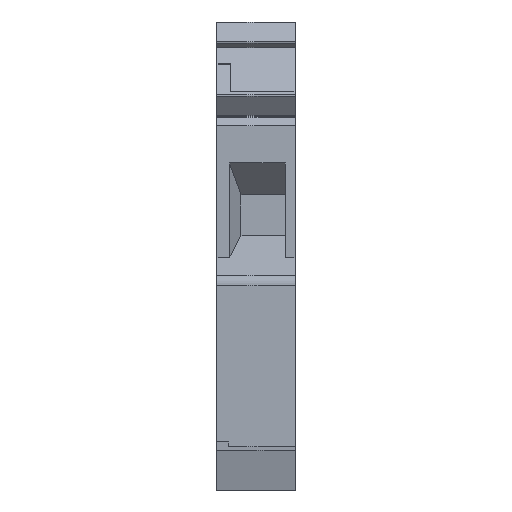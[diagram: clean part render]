
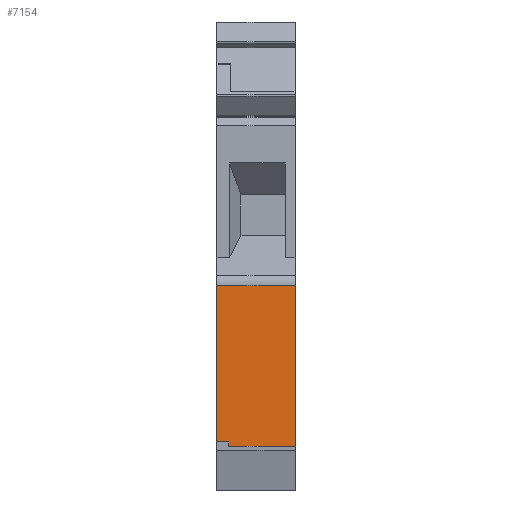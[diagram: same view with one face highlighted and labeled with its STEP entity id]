
A CAD part, left-side view. The second image highlights one B-rep face of the part: STEP entity #7154.
In plain terms, the highlighted planar face has unit normal (-1, 0, 0).
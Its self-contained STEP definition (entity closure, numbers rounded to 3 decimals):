
#212=LINE('',#9652,#754);
#247=LINE('',#9814,#789);
#349=LINE('',#10066,#891);
#350=LINE('',#10067,#892);
#351=LINE('',#10069,#893);
#352=LINE('',#10071,#894);
#754=VECTOR('',#8089,1000.);
#789=VECTOR('',#8224,1000.);
#891=VECTOR('',#8416,1000.);
#892=VECTOR('',#8417,1000.);
#893=VECTOR('',#8418,1000.);
#894=VECTOR('',#8419,1000.);
#1652=ORIENTED_EDGE('',*,*,#3000,.T.);
#1653=ORIENTED_EDGE('',*,*,#3131,.T.);
#1654=ORIENTED_EDGE('',*,*,#2918,.F.);
#1655=ORIENTED_EDGE('',*,*,#3132,.T.);
#1656=ORIENTED_EDGE('',*,*,#3133,.F.);
#1657=ORIENTED_EDGE('',*,*,#3134,.T.);
#2918=EDGE_CURVE('',#3679,#3680,#212,.T.);
#3000=EDGE_CURVE('',#3757,#3756,#247,.T.);
#3131=EDGE_CURVE('',#3756,#3680,#349,.F.);
#3132=EDGE_CURVE('',#3679,#3858,#350,.T.);
#3133=EDGE_CURVE('',#3859,#3858,#351,.T.);
#3134=EDGE_CURVE('',#3859,#3757,#352,.T.);
#3679=VERTEX_POINT('',#9651);
#3680=VERTEX_POINT('',#9653);
#3756=VERTEX_POINT('',#9813);
#3757=VERTEX_POINT('',#9815);
#3858=VERTEX_POINT('',#10068);
#3859=VERTEX_POINT('',#10070);
#4270=EDGE_LOOP('',(#1652,#1653,#1654,#1655,#1656,#1657));
#4596=FACE_BOUND('',#4270,.T.);
#4902=PLANE('',#7558);
#7154=ADVANCED_FACE('',(#4596),#4902,.F.);
#7558=AXIS2_PLACEMENT_3D('',#10065,#8414,#8415);
#8089=DIRECTION('',(0.,0.,1.));
#8224=DIRECTION('',(0.,0.,1.));
#8414=DIRECTION('',(1.,0.,0.));
#8415=DIRECTION('',(0.,0.,-1.));
#8416=DIRECTION('',(0.,-1.,0.));
#8417=DIRECTION('',(0.,-1.,0.));
#8418=DIRECTION('',(0.,0.,1.));
#8419=DIRECTION('',(0.,-1.,0.));
#9651=CARTESIAN_POINT('',(-19.5,6.5,-15.5));
#9652=CARTESIAN_POINT('',(-19.5,6.5,-19.5));
#9653=CARTESIAN_POINT('',(-19.5,6.5,-2.427));
#9813=CARTESIAN_POINT('',(-19.5,0.,-2.427));
#9814=CARTESIAN_POINT('',(-19.5,0.,-19.5));
#9815=CARTESIAN_POINT('',(-19.5,0.,-18.3));
#10065=CARTESIAN_POINT('',(-19.5,6.5,-19.5));
#10066=CARTESIAN_POINT('',(-19.5,6.5,-2.427));
#10067=CARTESIAN_POINT('',(-19.5,6.5,-15.5));
#10068=CARTESIAN_POINT('',(-19.5,5.5,-15.5));
#10069=CARTESIAN_POINT('',(-19.5,5.5,-18.3));
#10070=CARTESIAN_POINT('',(-19.5,5.5,-18.3));
#10071=CARTESIAN_POINT('',(-19.5,5.5,-18.3));
